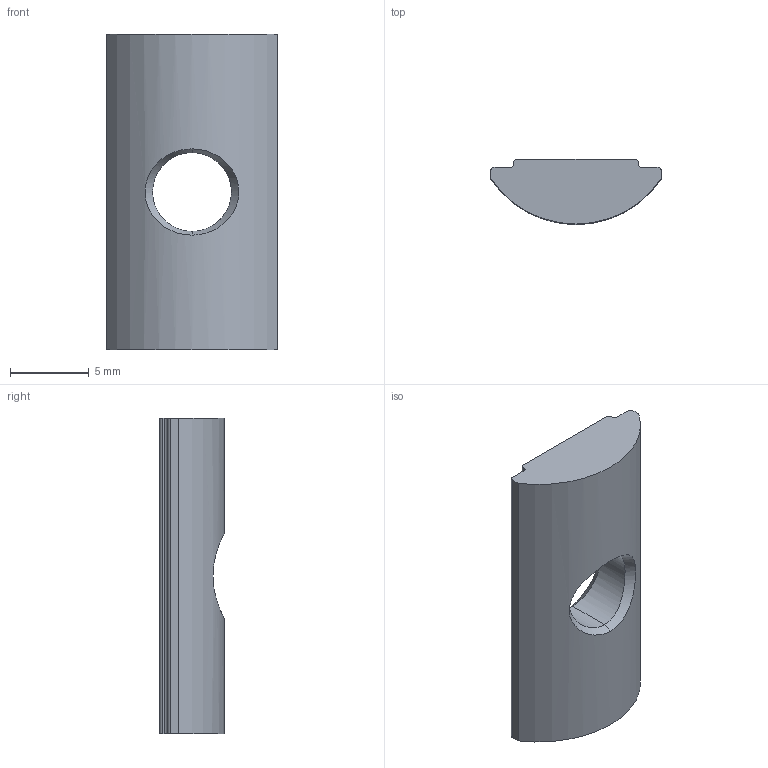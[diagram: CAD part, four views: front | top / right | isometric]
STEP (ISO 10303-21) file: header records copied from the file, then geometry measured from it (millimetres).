
FILE_DESCRIPTION (( 'STEP AP214' ), '1' );
FILE_NAME ('096426.STEP', '2014-08-27T10:51:39', ( '' ), ( '' ), 'SwSTEP 2.0', 'SolidWorks 2014', '' );
FILE_SCHEMA (( 'AUTOMOTIVE_DESIGN' ));
Length unit declared in the file: millimetre
Products named in the file (1): 096426
Bounding box: 10.8 x 4.1 x 20 mm (x, y, z)
Volume: 587.4 mm3; surface area: 586.4 mm2
Topology: 1 solids, 1 shells, 23 faces, 58 edges, 37 vertices
Faces by surface type: cylinder 9, plane 9, bspline 3, cone 2
Entity records: 1296 total; most frequent: CARTESIAN_POINT 457, ORIENTED_EDGE 116, DIRECTION 111, EDGE_CURVE 58, AXIS2_PLACEMENT_3D 39, VERTEX_POINT 37, VECTOR 33, LINE 33
